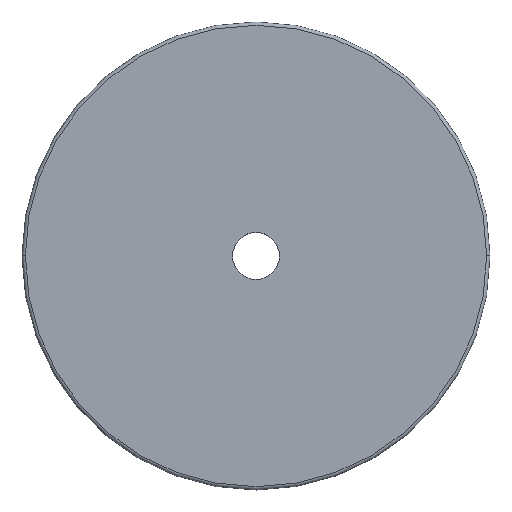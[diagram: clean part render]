
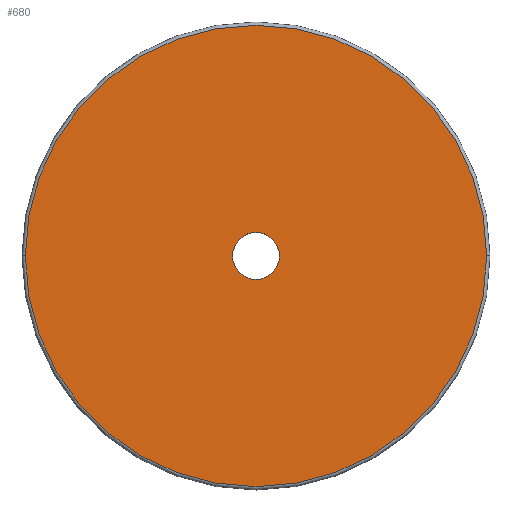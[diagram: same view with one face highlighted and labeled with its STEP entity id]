
A CAD part, top view. The second image highlights one B-rep face of the part: STEP entity #680.
In plain terms, the highlighted planar face has unit normal (0, 0, 1).
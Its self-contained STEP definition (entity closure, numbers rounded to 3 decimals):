
#100=CARTESIAN_POINT('',(97.1,0.,0.));
#110=VERTEX_POINT('',#100);
#290=CARTESIAN_POINT('',(92.9,0.,0.));
#300=VERTEX_POINT('',#290);
#330=CARTESIAN_POINT('',(95.,0.,0.));
#340=DIRECTION('',(0.,0.,-1.));
#350=DIRECTION('',(1.,0.,0.));
#360=AXIS2_PLACEMENT_3D('',#330,#340,#350);
#370=CIRCLE('',#360,2.1);
#380=EDGE_CURVE('',#300,#110,#370,.T.);
#430=CARTESIAN_POINT('',(95.,-3.75,0.));
#440=DIRECTION('',(0.,0.,-1.));
#450=DIRECTION('',(1.,0.,0.));
#460=AXIS2_PLACEMENT_3D('',#430,#440,#450);
#470=PLANE('',#460);
#480=EDGE_CURVE('',#110,#300,#370,.T.);
#490=ORIENTED_EDGE('',*,*,#480,.T.);
#500=ORIENTED_EDGE('',*,*,#380,.T.);
#510=EDGE_LOOP('',(#500,#490));
#520=FACE_BOUND('',#510,.T.);
#530=CARTESIAN_POINT('',(95.,0.,0.));
#540=DIRECTION('',(0.,0.,-1.));
#550=DIRECTION('',(1.,0.,0.));
#560=AXIS2_PLACEMENT_3D('',#530,#540,#550);
#570=CIRCLE('',#560,20.7);
#580=CARTESIAN_POINT('',(115.7,0.,0.));
#590=VERTEX_POINT('',#580);
#600=CARTESIAN_POINT('',(74.3,0.,0.));
#610=VERTEX_POINT('',#600);
#620=EDGE_CURVE('',#590,#610,#570,.T.);
#630=ORIENTED_EDGE('',*,*,#620,.F.);
#640=EDGE_CURVE('',#610,#590,#570,.T.);
#650=ORIENTED_EDGE('',*,*,#640,.F.);
#660=EDGE_LOOP('',(#650,#630));
#670=FACE_OUTER_BOUND('',#660,.T.);
#680=ADVANCED_FACE('',(#520,#670),#470,.F.);
